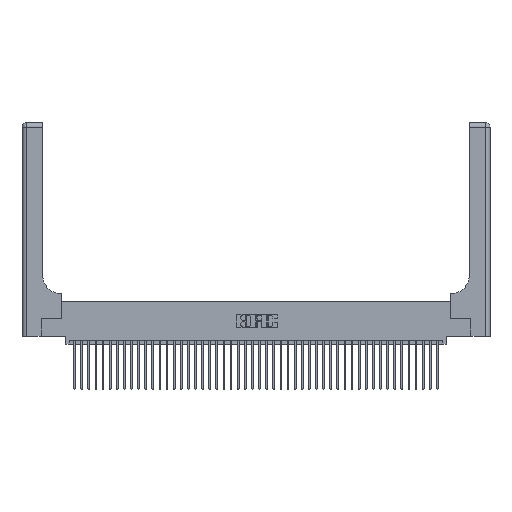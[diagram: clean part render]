
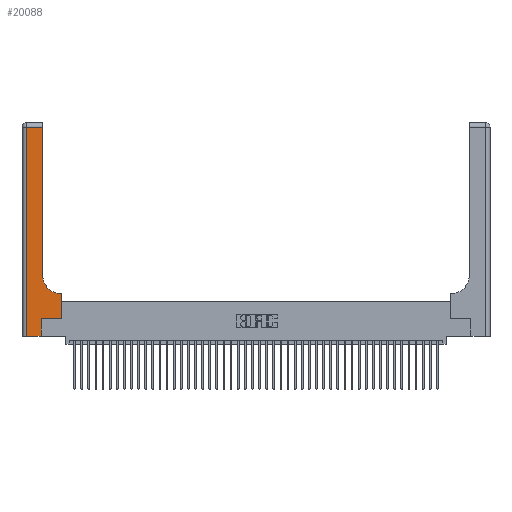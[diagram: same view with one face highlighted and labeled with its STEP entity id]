
A CAD part, top view. The second image highlights one B-rep face of the part: STEP entity #20088.
In plain terms, the highlighted planar face has unit normal (0, 0, 1).
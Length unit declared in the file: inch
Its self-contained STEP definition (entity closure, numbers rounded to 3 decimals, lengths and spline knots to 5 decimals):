
#1138 = DIRECTION ( 'NONE',  ( 0., 0., -1. ) ) ;
#2219 = CARTESIAN_POINT ( 'NONE',  ( 0.2915, 2.94, 0.37 ) ) ;
#2575 = VERTEX_POINT ( 'NONE', #40130 ) ;
#2602 = DIRECTION ( 'NONE',  ( 1., 0., 0. ) ) ;
#2722 = DIRECTION ( 'NONE',  ( 0., 1., 0. ) ) ;
#2820 = LINE ( 'NONE', #20022, #38538 ) ;
#3736 = AXIS2_PLACEMENT_3D ( 'NONE', #44023, #23382, #2602 ) ;
#5833 = EDGE_CURVE ( 'NONE', #17399, #6908, #10684, .T. ) ;
#5881 = DIRECTION ( 'NONE',  ( 0., 1., 0. ) ) ;
#6077 = ORIENTED_EDGE ( 'NONE', *, *, #7552, .T. ) ;
#6774 = EDGE_CURVE ( 'NONE', #29441, #17399, #7331, .T. ) ;
#6908 = VERTEX_POINT ( 'NONE', #35918 ) ;
#7331 = LINE ( 'NONE', #35202, #33877 ) ;
#7552 = EDGE_CURVE ( 'NONE', #12707, #22258, #39164, .T. ) ;
#7929 = CARTESIAN_POINT ( 'NONE',  ( 0., 3., 0.37 ) ) ;
#9039 = VECTOR ( 'NONE', #21234, 39.37008 ) ;
#9155 = VECTOR ( 'NONE', #5881, 39.37008 ) ;
#9655 = CARTESIAN_POINT ( 'NONE',  ( 0., 0., 0.37 ) ) ;
#10684 = CIRCLE ( 'NONE', #3736, 0.25 ) ;
#12707 = VERTEX_POINT ( 'NONE', #2219 ) ;
#13138 = DIRECTION ( 'NONE',  ( 1., 0., 0. ) ) ;
#13414 = FACE_OUTER_BOUND ( 'NONE', #33389, .T. ) ;
#13662 = CARTESIAN_POINT ( 'NONE',  ( 0.269, 0.25, 0.37 ) ) ;
#13764 = EDGE_CURVE ( 'NONE', #6908, #12707, #32956, .T. ) ;
#14156 = EDGE_CURVE ( 'NONE', #38456, #29441, #17294, .T. ) ;
#14487 = CARTESIAN_POINT ( 'NONE',  ( 0.5415, 0.6, 0.37 ) ) ;
#14548 = VECTOR ( 'NONE', #20497, 39.37008 ) ;
#15095 = DIRECTION ( 'NONE',  ( 0., -1., 0. ) ) ;
#15244 = VERTEX_POINT ( 'NONE', #35590 ) ;
#15313 = ORIENTED_EDGE ( 'NONE', *, *, #37132, .T. ) ;
#15337 = VECTOR ( 'NONE', #13138, 39.37008 ) ;
#17186 = LINE ( 'NONE', #41886, #9039 ) ;
#17294 = LINE ( 'NONE', #30131, #9155 ) ;
#17399 = VERTEX_POINT ( 'NONE', #14487 ) ;
#18569 = ORIENTED_EDGE ( 'NONE', *, *, #19406, .T. ) ;
#19406 = EDGE_CURVE ( 'NONE', #37964, #38456, #17186, .T. ) ;
#20022 = CARTESIAN_POINT ( 'NONE',  ( 0.269, 0., 0.37 ) ) ;
#20088 = ADVANCED_FACE ( 'NONE', ( #13414 ), #39088, .F. ) ;
#20497 = DIRECTION ( 'NONE',  ( 0., 1., 0. ) ) ;
#21234 = DIRECTION ( 'NONE',  ( 1., 0., 0. ) ) ;
#22258 = VERTEX_POINT ( 'NONE', #23527 ) ;
#22424 = LINE ( 'NONE', #32335, #30538 ) ;
#22806 = EDGE_CURVE ( 'NONE', #2575, #15244, #40743, .T. ) ;
#23382 = DIRECTION ( 'NONE',  ( 0., 0., -1. ) ) ;
#23527 = CARTESIAN_POINT ( 'NONE',  ( 0.06, 2.94, 0.37 ) ) ;
#23978 = CARTESIAN_POINT ( 'NONE',  ( 0.2915, 3., 0.37 ) ) ;
#25090 = ORIENTED_EDGE ( 'NONE', *, *, #5833, .T. ) ;
#25399 = DIRECTION ( 'NONE',  ( -1., 0., 0. ) ) ;
#26722 = ORIENTED_EDGE ( 'NONE', *, *, #22806, .T. ) ;
#29441 = VERTEX_POINT ( 'NONE', #39352 ) ;
#30043 = VECTOR ( 'NONE', #30414, 39.37008 ) ;
#30131 = CARTESIAN_POINT ( 'NONE',  ( 0.5585, 0.25, 0.37 ) ) ;
#30290 = EDGE_CURVE ( 'NONE', #15244, #37964, #2820, .T. ) ;
#30414 = DIRECTION ( 'NONE',  ( -1., 0., 0. ) ) ;
#30538 = VECTOR ( 'NONE', #15095, 39.37008 ) ;
#32335 = CARTESIAN_POINT ( 'NONE',  ( 0.06, 3., 0.37 ) ) ;
#32956 = LINE ( 'NONE', #23978, #14548 ) ;
#33389 = EDGE_LOOP ( 'NONE', ( #40720, #6077, #15313, #26722, #35839, #18569, #39069, #42346, #25090 ) ) ;
#33436 = CARTESIAN_POINT ( 'NONE',  ( 0.5585, 0.25, 0.37 ) ) ;
#33877 = VECTOR ( 'NONE', #38652, 39.37008 ) ;
#35202 = CARTESIAN_POINT ( 'NONE',  ( 0.2915, 0.6, 0.37 ) ) ;
#35590 = CARTESIAN_POINT ( 'NONE',  ( 0.269, 0., 0.37 ) ) ;
#35839 = ORIENTED_EDGE ( 'NONE', *, *, #30290, .T. ) ;
#35918 = CARTESIAN_POINT ( 'NONE',  ( 0.2915, 0.85, 0.37 ) ) ;
#37132 = EDGE_CURVE ( 'NONE', #22258, #2575, #22424, .T. ) ;
#37964 = VERTEX_POINT ( 'NONE', #13662 ) ;
#38456 = VERTEX_POINT ( 'NONE', #33436 ) ;
#38538 = VECTOR ( 'NONE', #2722, 39.37008 ) ;
#38652 = DIRECTION ( 'NONE',  ( -1., 0., 0. ) ) ;
#39069 = ORIENTED_EDGE ( 'NONE', *, *, #14156, .T. ) ;
#39088 = PLANE ( 'NONE',  #40325 ) ;
#39164 = LINE ( 'NONE', #44122, #30043 ) ;
#39352 = CARTESIAN_POINT ( 'NONE',  ( 0.5585, 0.6, 0.37 ) ) ;
#40130 = CARTESIAN_POINT ( 'NONE',  ( 0.06, 0., 0.37 ) ) ;
#40325 = AXIS2_PLACEMENT_3D ( 'NONE', #7929, #1138, #25399 ) ;
#40720 = ORIENTED_EDGE ( 'NONE', *, *, #13764, .T. ) ;
#40743 = LINE ( 'NONE', #9655, #15337 ) ;
#41886 = CARTESIAN_POINT ( 'NONE',  ( 0.269, 0.25, 0.37 ) ) ;
#42346 = ORIENTED_EDGE ( 'NONE', *, *, #6774, .T. ) ;
#44023 = CARTESIAN_POINT ( 'NONE',  ( 0.5415, 0.85, 0.37 ) ) ;
#44122 = CARTESIAN_POINT ( 'NONE',  ( 0., 2.94, 0.37 ) ) ;
